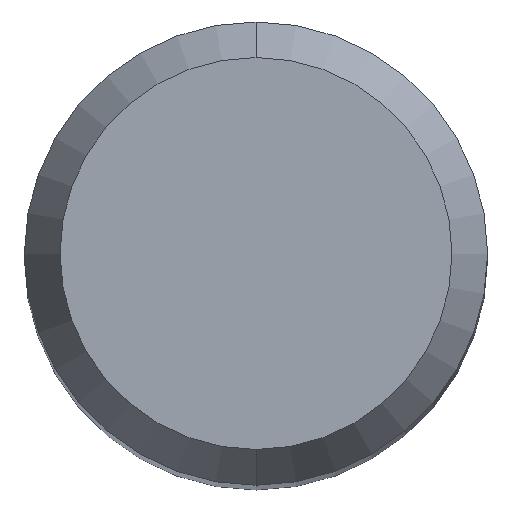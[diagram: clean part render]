
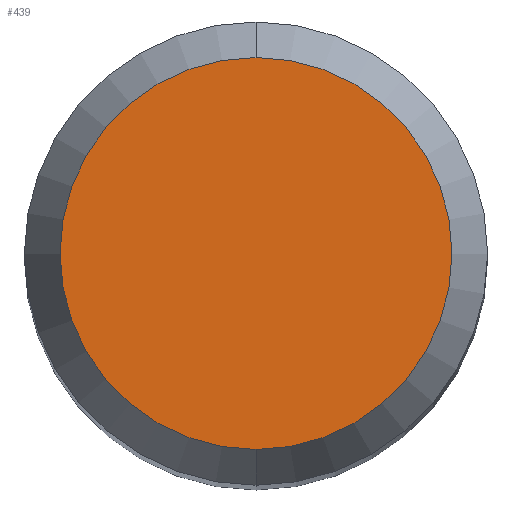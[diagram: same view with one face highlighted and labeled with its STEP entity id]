
A CAD part, top view. The second image highlights one B-rep face of the part: STEP entity #439.
In plain terms, the highlighted planar face has unit normal (0, 0, 1).
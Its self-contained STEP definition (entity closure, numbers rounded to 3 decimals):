
#255=EDGE_CURVE('',#443,#283,#644,.T.);
#283=VERTEX_POINT('',#675);
#421=EDGE_CURVE('',#283,#443,#836,.T.);
#439=ADVANCED_FACE('',(#857),#858,.T.);
#443=VERTEX_POINT('',#862);
#644=CIRCLE('',#1105,2.538);
#675=CARTESIAN_POINT('',(0.0,2.538,0.0));
#836=CIRCLE('',#1364,2.538);
#857=FACE_OUTER_BOUND('',#1419,.T.);
#858=PLANE('',#1420);
#862=CARTESIAN_POINT('',(0.,-2.538,0.0));
#1105=AXIS2_PLACEMENT_3D('',#1825,#1826,#1827);
#1364=AXIS2_PLACEMENT_3D('',#2082,#2083,#2084);
#1419=EDGE_LOOP('',(#2123,#2124));
#1420=AXIS2_PLACEMENT_3D('',#2125,#2126,#2127);
#1825=CARTESIAN_POINT('',(0.0,0.0,0.0));
#1826=DIRECTION('',(0.0,0.0,-1.0));
#1827=DIRECTION('',(0.0,1.0,0.0));
#2082=CARTESIAN_POINT('',(0.0,0.0,0.0));
#2083=DIRECTION('',(0.0,0.0,-1.0));
#2084=DIRECTION('',(0.0,1.0,0.0));
#2123=ORIENTED_EDGE('',*,*,#421,.F.);
#2124=ORIENTED_EDGE('',*,*,#255,.F.);
#2125=CARTESIAN_POINT('',(0.0,1.269,0.0));
#2126=DIRECTION('',(-0.0,0.0,1.0));
#2127=DIRECTION('',(0.0,-1.0,0.0));
